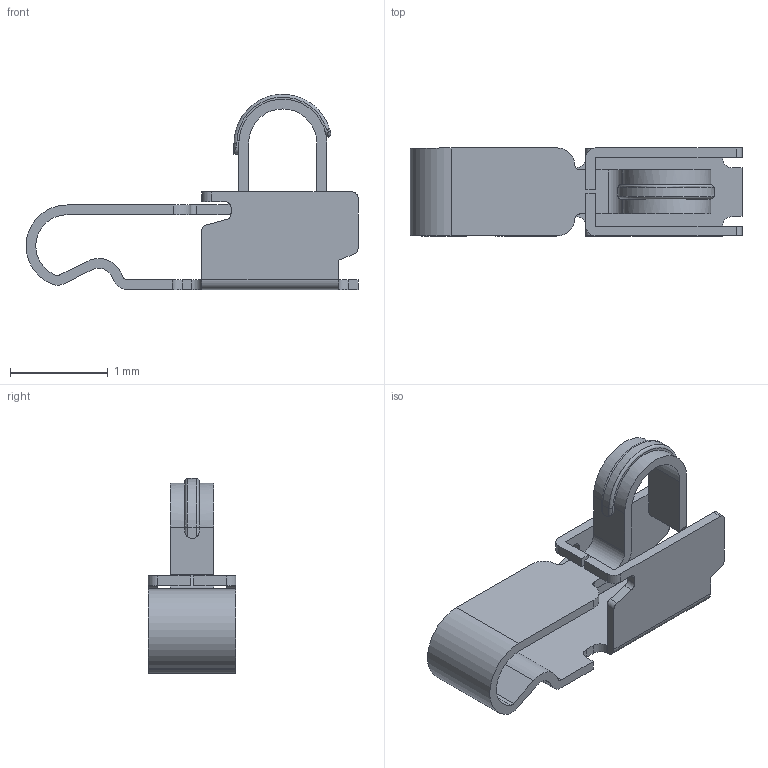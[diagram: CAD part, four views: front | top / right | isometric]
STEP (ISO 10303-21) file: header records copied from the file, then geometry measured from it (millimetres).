
FILE_DESCRIPTION(/* description */ ('STEP AP242','CAx-IF Rec.Pracs.---Representation and Presentation of Product Manufacturing Information (PMI)---4.0---2014-10-13','CAx-IF Rec.Pracs.---3D Tessellated Geometry---0.4---2014-09-14','2;1'),/* implementation_level */ '2;1');
FILE_NAME(/* name */ '66c1517ca114081520d04c7b',/* time_stamp */ '2024-08-18T01:42:20Z',/* author */ (''),/* organization */ (''),/* preprocessor_version */ 'ST-DEVELOPER v20',/* originating_system */ ' ',/* authorisation */ ' ');
FILE_SCHEMA (('AP242_MANAGED_MODEL_BASED_3D_ENGINEERING_MIM_LF { 1 0 10303 442 1 1 4 }'));
Length unit declared in the file: metre
Products named in the file (1): TESTPOINT-SMD_L3.4-W0.9_BW0033AG
Bounding box: 3.4 x 0.9 x 2 mm (x, y, z)
Volume: 0.9 mm3; surface area: 20.3 mm2
Topology: 1 solids, 1 shells, 109 faces, 301 edges, 194 vertices
Faces by surface type: plane 55, cylinder 47, bspline 7
Entity records: 4605 total; most frequent: CARTESIAN_POINT 1063, ORIENTED_EDGE 602, DIRECTION 560, EDGE_CURVE 301, VERTEX_POINT 194, LINE 190, VECTOR 190, AXIS2_PLACEMENT_3D 185
